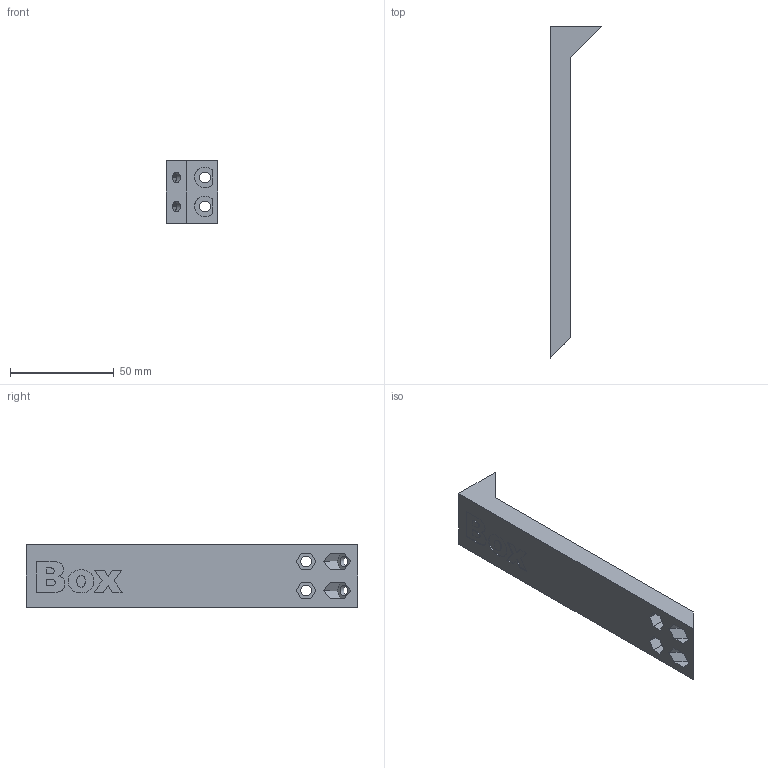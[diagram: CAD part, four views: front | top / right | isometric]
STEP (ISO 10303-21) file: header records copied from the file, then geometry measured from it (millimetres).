
FILE_DESCRIPTION(/* description */ (''),/* implementation_level */ '2;1');
FILE_NAME(/* name */ 'Bed Frame Front B Box.step',/* time_stamp */ '2021-08-10T19:00:24-04:00',/* author */ (''),/* organization */ (''),/* preprocessor_version */ 'ST-DEVELOPER v18.1',/* originating_system */ 'Autodesk Translation Framework v10.9.0.1377',/* authorisation */ '');
FILE_SCHEMA (('AUTOMOTIVE_DESIGN { 1 0 10303 214 3 1 1 }'));
Length unit declared in the file: millimetre
Products named in the file (1): Heated Bed Frame
Bounding box: 25 x 160 x 30 mm (x, y, z)
Volume: 47396.7 mm3; surface area: 14895.1 mm2
Topology: 1 solids, 1 shells, 106 faces, 276 edges, 184 vertices
Faces by surface type: plane 64, bspline 34, cylinder 8
Full cylindrical faces by diameter (mm): 5.2 x6
Entity records: 3582 total; most frequent: CARTESIAN_POINT 1145, ORIENTED_EDGE 552, DIRECTION 370, EDGE_CURVE 276, LINE 192, VECTOR 192, VERTEX_POINT 184, EDGE_LOOP 130
